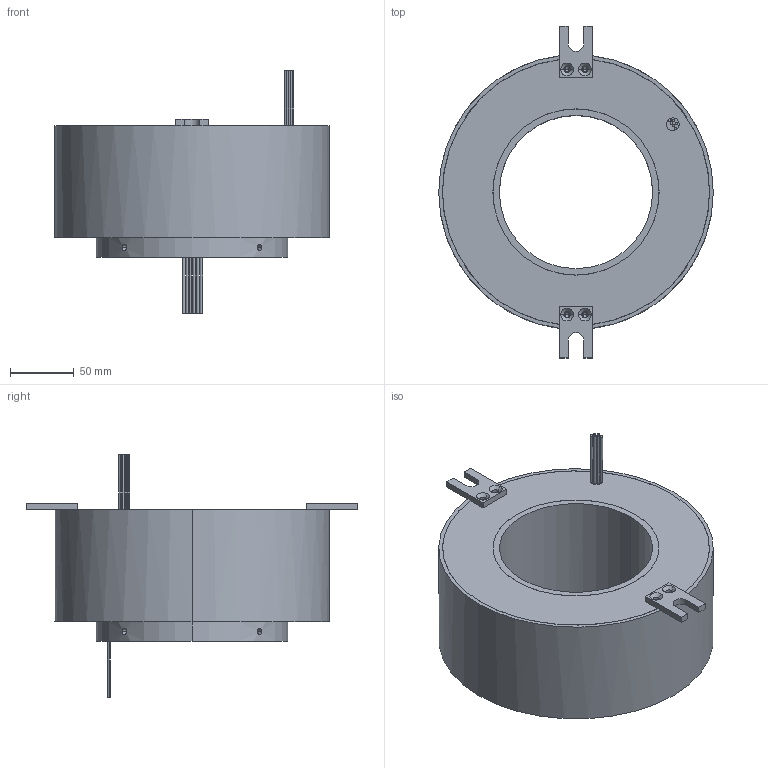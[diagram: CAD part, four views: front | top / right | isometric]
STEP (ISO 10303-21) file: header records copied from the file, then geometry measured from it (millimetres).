
FILE_DESCRIPTION (( 'STEP AP203' ), '1' );
FILE_NAME ('MT120215-P0610.STEP', '2020-08-05T00:46:59', ( 'gongcheng1' ), ( '' ), 'SwSTEP 2.0', 'SolidWorks 2014', '' );
FILE_SCHEMA (( 'CONFIG_CONTROL_DESIGN' ));
Length unit declared in the file: millimetre
Products named in the file (1): MT120215-P0610
Bounding box: 215 x 260 x 190 mm (x, y, z)
Volume: 2301635.8 mm3; surface area: 178495.9 mm2
Topology: 1 solids, 1 shells, 140 faces, 329 edges, 206 vertices
Faces by surface type: cylinder 76, plane 48, cone 16
Entity records: 4560 total; most frequent: CARTESIAN_POINT 1164, DIRECTION 745, ORIENTED_EDGE 642, EDGE_CURVE 321, AXIS2_PLACEMENT_3D 299, VERTEX_POINT 206, EDGE_LOOP 177, CIRCLE 158
